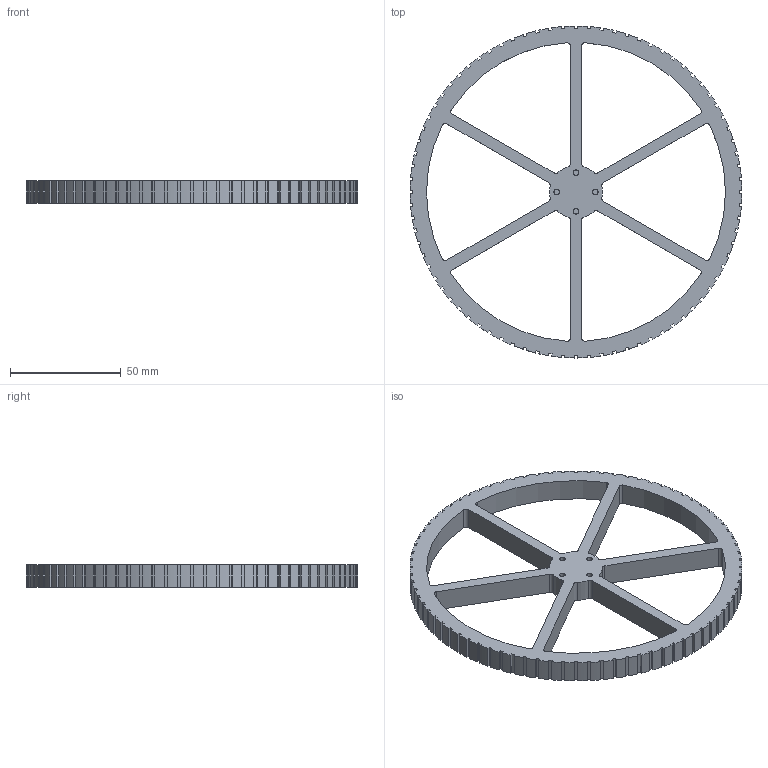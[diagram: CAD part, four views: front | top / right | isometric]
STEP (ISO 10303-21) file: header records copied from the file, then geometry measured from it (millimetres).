
FILE_DESCRIPTION(/* description */ (''),/* implementation_level */ '2;1');
FILE_NAME(/* name */ 'Llana.stp',/* time_stamp */ '2024-04-12T16:15:44-05:00',/* author */ ('Martin'),/* organization */ (''),/* preprocessor_version */ 'ST-DEVELOPER v18.1',/* originating_system */ 'Autodesk Inventor 2021',/* authorisation */ '');
FILE_SCHEMA (('AUTOMOTIVE_DESIGN { 1 0 10303 214 3 1 1 }'));
Length unit declared in the file: millimetre
Products named in the file (1): Llana
Bounding box: 149.99 x 149.99 x 10 mm (x, y, z)
Volume: 53412.2 mm3; surface area: 28125.4 mm2
Topology: 1 solids, 1 shells, 378 faces, 1124 edges, 752 vertices
Faces by surface type: plane 258, cylinder 120
Full cylindrical faces by diameter (mm): 2.5 x4
Entity records: 12725 total; most frequent: CARTESIAN_POINT 2255, ORIENTED_EDGE 2248, DIRECTION 2130, EDGE_CURVE 1124, LINE 876, VECTOR 876, VERTEX_POINT 752, AXIS2_PLACEMENT_3D 627
